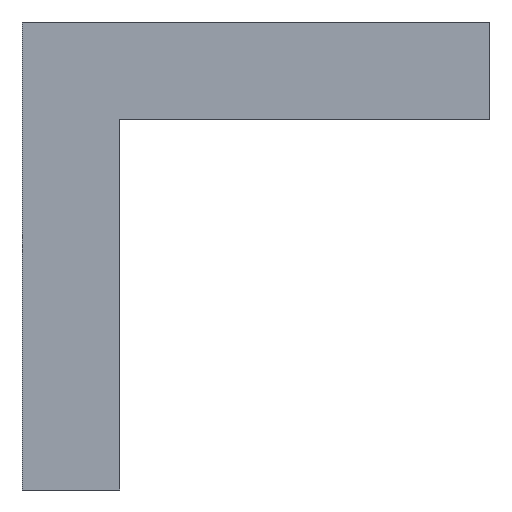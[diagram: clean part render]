
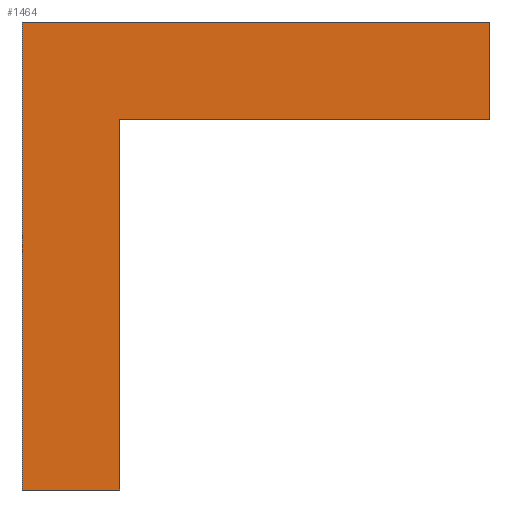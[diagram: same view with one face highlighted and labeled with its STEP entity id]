
A CAD part, front view. The second image highlights one B-rep face of the part: STEP entity #1464.
In plain terms, the highlighted planar face has unit normal (0, -1, 0).
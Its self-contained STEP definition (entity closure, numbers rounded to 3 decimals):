
#3 = VERTEX_POINT ( 'NONE', #1018 ) ;
#22 = ORIENTED_EDGE ( 'NONE', *, *, #1259, .F. ) ;
#88 = ORIENTED_EDGE ( 'NONE', *, *, #818, .T. ) ;
#134 = DIRECTION ( 'NONE',  ( 0., 0., -1. ) ) ;
#192 = ORIENTED_EDGE ( 'NONE', *, *, #1252, .T. ) ;
#268 = ORIENTED_EDGE ( 'NONE', *, *, #1351, .T. ) ;
#330 = LINE ( 'NONE', #812, #1352 ) ;
#332 = LINE ( 'NONE', #1492, #1569 ) ;
#337 = CARTESIAN_POINT ( 'NONE',  ( 2.5, 0., -12. ) ) ;
#356 = CARTESIAN_POINT ( 'NONE',  ( 2.5, 0., -2.5 ) ) ;
#357 = LINE ( 'NONE', #932, #1047 ) ;
#392 = VECTOR ( 'NONE', #688, 1000. ) ;
#409 = VECTOR ( 'NONE', #863, 1000. ) ;
#413 = VERTEX_POINT ( 'NONE', #1232 ) ;
#486 = ORIENTED_EDGE ( 'NONE', *, *, #701, .F. ) ;
#551 = ORIENTED_EDGE ( 'NONE', *, *, #917, .F. ) ;
#560 = FACE_OUTER_BOUND ( 'NONE', #1050, .T. ) ;
#595 = PLANE ( 'NONE',  #1399 ) ;
#663 = LINE ( 'NONE', #1166, #1305 ) ;
#680 = DIRECTION ( 'NONE',  ( 1., 0., 0. ) ) ;
#688 = DIRECTION ( 'NONE',  ( 1., 0., 0. ) ) ;
#701 = EDGE_CURVE ( 'NONE', #413, #3, #357, .T. ) ;
#777 = VERTEX_POINT ( 'NONE', #356 ) ;
#778 = VERTEX_POINT ( 'NONE', #991 ) ;
#812 = CARTESIAN_POINT ( 'NONE',  ( 0., 0., -2.5 ) ) ;
#818 = EDGE_CURVE ( 'NONE', #413, #778, #1468, .T. ) ;
#836 = CARTESIAN_POINT ( 'NONE',  ( 12., 0., -2.5 ) ) ;
#863 = DIRECTION ( 'NONE',  ( 0., 0., -1. ) ) ;
#917 = EDGE_CURVE ( 'NONE', #777, #1392, #332, .T. ) ;
#932 = CARTESIAN_POINT ( 'NONE',  ( 0., 0., 0. ) ) ;
#976 = CARTESIAN_POINT ( 'NONE',  ( 0., 0., 0. ) ) ;
#991 = CARTESIAN_POINT ( 'NONE',  ( 0., 0., -12. ) ) ;
#1018 = CARTESIAN_POINT ( 'NONE',  ( 12., 0., 0. ) ) ;
#1047 = VECTOR ( 'NONE', #680, 1000. ) ;
#1050 = EDGE_LOOP ( 'NONE', ( #192, #22, #486, #88, #268, #551 ) ) ;
#1076 = LINE ( 'NONE', #1292, #392 ) ;
#1111 = CARTESIAN_POINT ( 'NONE',  ( 0., 0., 0. ) ) ;
#1117 = DIRECTION ( 'NONE',  ( 0., 0., 1. ) ) ;
#1166 = CARTESIAN_POINT ( 'NONE',  ( 12., 0., 0. ) ) ;
#1232 = CARTESIAN_POINT ( 'NONE',  ( 0., 0., 0. ) ) ;
#1252 = EDGE_CURVE ( 'NONE', #777, #1396, #330, .T. ) ;
#1259 = EDGE_CURVE ( 'NONE', #3, #1396, #663, .T. ) ;
#1283 = DIRECTION ( 'NONE',  ( 1., 0., 0. ) ) ;
#1292 = CARTESIAN_POINT ( 'NONE',  ( 0., 0., -12. ) ) ;
#1305 = VECTOR ( 'NONE', #1427, 1000. ) ;
#1351 = EDGE_CURVE ( 'NONE', #778, #1392, #1076, .T. ) ;
#1352 = VECTOR ( 'NONE', #1283, 1000. ) ;
#1368 = DIRECTION ( 'NONE',  ( 0., 1., 0. ) ) ;
#1392 = VERTEX_POINT ( 'NONE', #337 ) ;
#1396 = VERTEX_POINT ( 'NONE', #836 ) ;
#1399 = AXIS2_PLACEMENT_3D ( 'NONE', #976, #1368, #1117 ) ;
#1427 = DIRECTION ( 'NONE',  ( 0., 0., -1. ) ) ;
#1464 = ADVANCED_FACE ( 'NONE', ( #560 ), #595, .F. ) ;
#1468 = LINE ( 'NONE', #1111, #409 ) ;
#1492 = CARTESIAN_POINT ( 'NONE',  ( 2.5, 0., 0. ) ) ;
#1569 = VECTOR ( 'NONE', #134, 1000. ) ;
